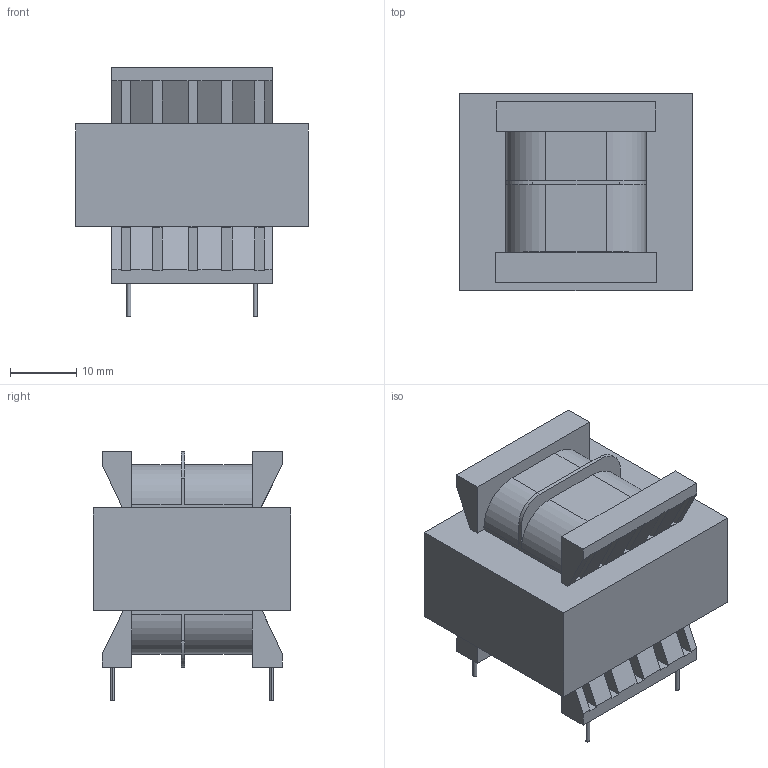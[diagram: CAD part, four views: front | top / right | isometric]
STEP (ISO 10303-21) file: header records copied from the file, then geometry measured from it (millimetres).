
FILE_DESCRIPTION (( 'STEP AP214' ), '1' );
FILE_NAME ('trafo_12_pci.STEP', '2019-10-31T21:53:10', ( '' ), ( '' ), 'SwSTEP 2.0', 'SolidWorks 2018', '' );
FILE_SCHEMA (( 'AUTOMOTIVE_DESIGN' ));
Length unit declared in the file: millimetre
Products named in the file (1): trafo_12_pci
Bounding box: 35 x 29.7 x 37.5 mm (x, y, z)
Volume: 22813 mm3; surface area: 8104 mm2
Topology: 1 solids, 1 shells, 172 faces, 470 edges, 310 vertices
Faces by surface type: plane 152, cylinder 20
Entity records: 6818 total; most frequent: CARTESIAN_POINT 953, ORIENTED_EDGE 940, DIRECTION 856, EDGE_CURVE 470, LINE 430, VECTOR 430, VERTEX_POINT 310, AXIS2_PLACEMENT_3D 213
